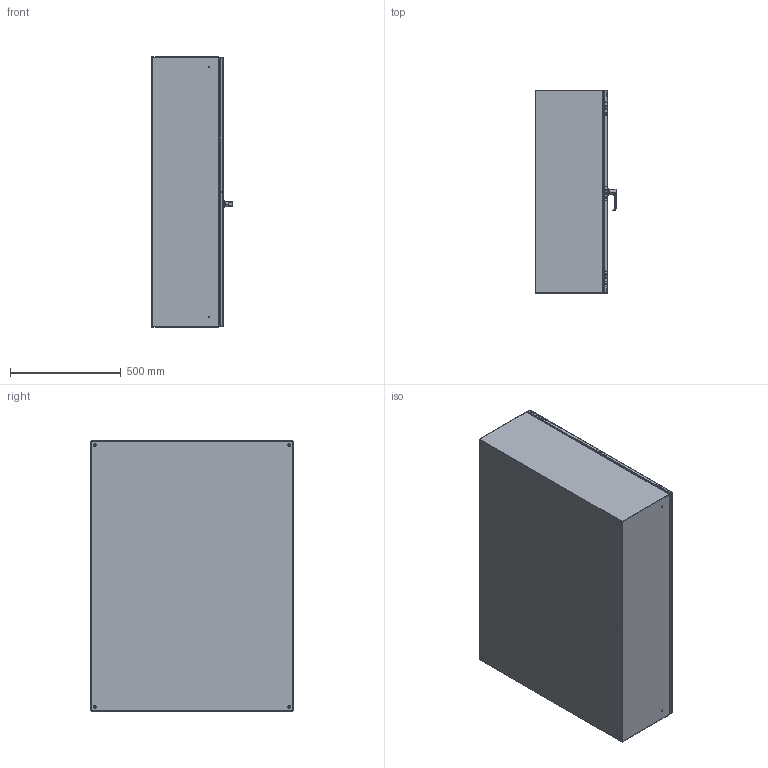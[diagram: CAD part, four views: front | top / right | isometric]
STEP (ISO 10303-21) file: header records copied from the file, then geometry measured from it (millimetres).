
FILE_DESCRIPTION (( 'STEP AP214' ), '1' );
FILE_NAME ('EN4TD364812GY.STEP', '2019-09-05T18:53:13', ( '' ), ( '' ), 'SwSTEP 2.0', 'SolidWorks 2018', '' );
FILE_SCHEMA (( 'AUTOMOTIVE_DESIGN' ));
Length unit declared in the file: inch
Products named in the file (1): EN4TD364812GY
Bounding box: 365.05 x 914.4 x 1219.2 mm (x, y, z)
Volume: 7876677.1 mm3; surface area: 8204945.3 mm2
Topology: 89 solids, 89 shells, 2211 faces, 5212 edges, 3256 vertices
Faces by surface type: plane 986, cylinder 806, bspline 294, torus 76, cone 49
Entity records: 122833 total; most frequent: CARTESIAN_POINT 43809, ORIENTED_EDGE 10334, DIRECTION 9890, EDGE_CURVE 5167, AXIS2_PLACEMENT_3D 3565, VERTEX_POINT 3256, LINE 2760, VECTOR 2760
